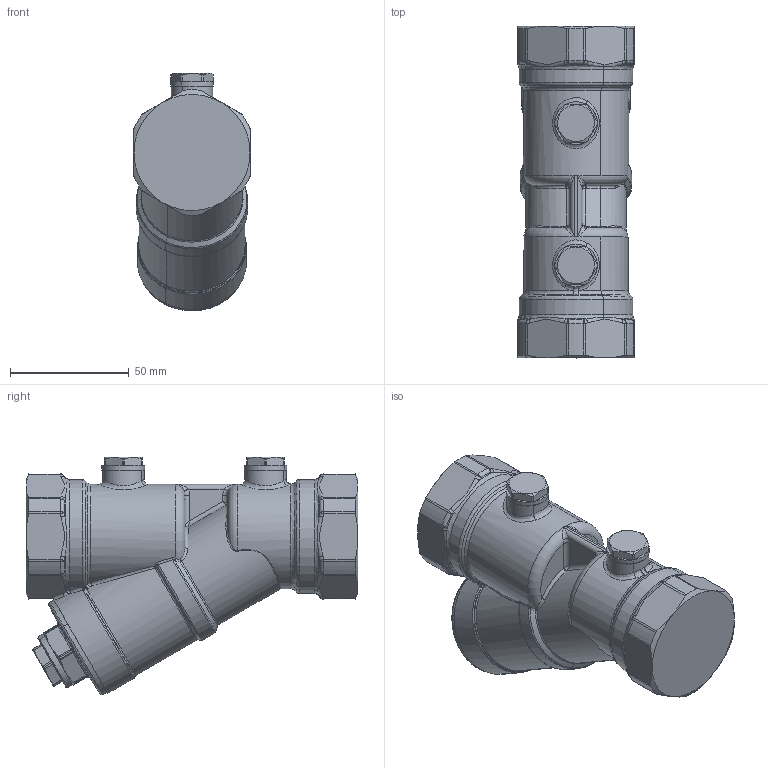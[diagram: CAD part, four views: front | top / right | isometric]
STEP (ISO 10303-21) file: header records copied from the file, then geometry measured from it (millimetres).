
FILE_DESCRIPTION(('CATIA V5 STEP Exchange'),'2;1');
FILE_NAME('STEP_125171_-_TST.stp','2019-02-06T15:26:44+00:00',('none'),('none'),'CATIA Version 5-6 Release 2016 SP4','CATIA V5 STEP AP203','none');
FILE_SCHEMA(('CONFIG_CONTROL_DESIGN'));
Length unit declared in the file: millimetre
Products named in the file (1): 125171 - TST
Bounding box: 49 x 140 x 100.32 mm (x, y, z)
Volume: 325441.1 mm3; surface area: 37685.6 mm2
Topology: 1 solids, 7 shells, 625 faces, 1471 edges, 818 vertices
Faces by surface type: bspline 242, cylinder 119, cone 87, plane 74, torus 65, sphere 38
Entity records: 33422 total; most frequent: CARTESIAN_POINT 22561, ORIENTED_EDGE 2838, EDGE_CURVE 1419, DIRECTION 1079, VERTEX_POINT 818, B_SPLINE_CURVE_WITH_KNOTS 768, AXIS2_PLACEMENT_3D 651, EDGE_LOOP 641
